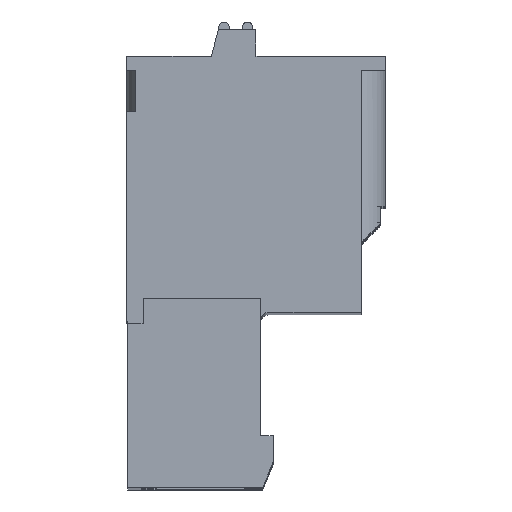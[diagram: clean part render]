
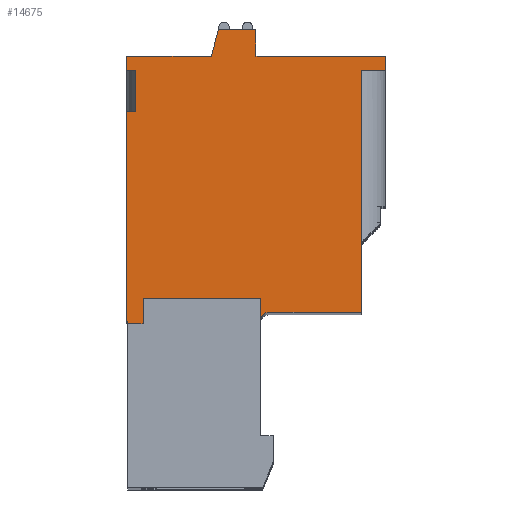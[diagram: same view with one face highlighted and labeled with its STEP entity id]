
A CAD part, top view. The second image highlights one B-rep face of the part: STEP entity #14675.
In plain terms, the highlighted planar face has unit normal (0, 0, 1).
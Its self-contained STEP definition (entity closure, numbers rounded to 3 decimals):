
#700=DIRECTION('',(0.,1.,0.));
#701=VECTOR('',#700,1.3);
#702=CARTESIAN_POINT('',(3.741,-4.022,2.5));
#703=LINE('',#702,#701);
#704=DIRECTION('',(-1.,0.,0.));
#705=VECTOR('',#704,6.8);
#706=CARTESIAN_POINT('',(3.741,-2.722,2.5));
#707=LINE('',#706,#705);
#708=DIRECTION('',(0.,-1.,0.));
#709=VECTOR('',#708,1.45);
#710=CARTESIAN_POINT('',(-3.059,-2.722,2.5));
#711=LINE('',#710,#709);
#712=DIRECTION('',(-1.,0.,0.));
#713=VECTOR('',#712,0.9);
#714=CARTESIAN_POINT('',(-3.059,-4.172,2.5));
#715=LINE('',#714,#713);
#716=DIRECTION('',(0.,-1.,0.));
#717=VECTOR('',#716,0.15);
#718=CARTESIAN_POINT('',(-3.959,-4.022,2.5));
#719=LINE('',#718,#717);
#720=DIRECTION('',(1.,0.,0.));
#721=VECTOR('',#720,0.05);
#722=CARTESIAN_POINT('',(-4.009,-4.022,2.5));
#723=LINE('',#722,#721);
#724=DIRECTION('',(0.,-1.,0.));
#725=VECTOR('',#724,12.15);
#726=CARTESIAN_POINT('',(-4.009,8.128,2.5));
#727=LINE('',#726,#725);
#728=DIRECTION('',(1.,0.,0.));
#729=VECTOR('',#728,0.5);
#730=CARTESIAN_POINT('',(-4.009,8.128,2.5));
#731=LINE('',#730,#729);
#732=DIRECTION('',(0.,-1.,0.));
#733=VECTOR('',#732,2.4);
#734=CARTESIAN_POINT('',(-3.509,10.528,2.5));
#735=LINE('',#734,#733);
#736=DIRECTION('',(1.,0.,0.));
#737=VECTOR('',#736,0.5);
#738=CARTESIAN_POINT('',(-4.009,10.528,2.5));
#739=LINE('',#738,#737);
#740=DIRECTION('',(0.,-1.,0.));
#741=VECTOR('',#740,0.8);
#742=CARTESIAN_POINT('',(-4.009,11.328,2.5));
#743=LINE('',#742,#741);
#744=DIRECTION('',(-1.,0.,0.));
#745=VECTOR('',#744,4.907);
#746=CARTESIAN_POINT('',(0.898,11.328,2.5));
#747=LINE('',#746,#745);
#748=DIRECTION('',(-0.259,-0.966,0.));
#749=VECTOR('',#748,1.605);
#750=CARTESIAN_POINT('',(1.313,12.878,2.5));
#751=LINE('',#750,#749);
#752=DIRECTION('',(-1.,0.,0.));
#753=VECTOR('',#752,2.178);
#754=CARTESIAN_POINT('',(3.491,12.878,2.5));
#755=LINE('',#754,#753);
#756=DIRECTION('',(0.,1.,0.));
#757=VECTOR('',#756,1.55);
#758=CARTESIAN_POINT('',(3.491,11.328,2.5));
#759=LINE('',#758,#757);
#760=DIRECTION('',(-1.,0.,0.));
#761=VECTOR('',#760,7.5);
#762=CARTESIAN_POINT('',(10.991,11.328,2.5));
#763=LINE('',#762,#761);
#764=DIRECTION('',(0.,1.,0.));
#765=VECTOR('',#764,0.8);
#766=CARTESIAN_POINT('',(10.991,10.528,2.5));
#767=LINE('',#766,#765);
#768=DIRECTION('',(-1.,0.,0.));
#769=VECTOR('',#768,1.4);
#770=CARTESIAN_POINT('',(10.991,10.528,2.5));
#771=LINE('',#770,#769);
#772=DIRECTION('',(1.,0.,0.));
#773=VECTOR('',#772,5.35);
#774=CARTESIAN_POINT('',(4.241,-3.522,2.5));
#775=LINE('',#774,#773);
#776=CARTESIAN_POINT('',(4.241,-4.022,2.5));
#777=DIRECTION('',(0.,0.,-1.));
#778=DIRECTION('',(-1.,0.,0.));
#779=AXIS2_PLACEMENT_3D('',#776,#777,#778);
#3476=DIRECTION('',(0.,1.,0.));
#3477=VECTOR('',#3476,14.05);
#3478=CARTESIAN_POINT('',(9.591,-3.522,2.5));
#3479=LINE('',#3478,#3477);
#10785=CARTESIAN_POINT('',(-4.009,-4.022,2.5));
#10786=CARTESIAN_POINT('',(-3.959,-4.022,2.5));
#10787=VERTEX_POINT('',#10785);
#10788=VERTEX_POINT('',#10786);
#10789=CARTESIAN_POINT('',(4.241,-3.522,2.5));
#10790=CARTESIAN_POINT('',(9.591,-3.522,2.5));
#10791=VERTEX_POINT('',#10789);
#10792=VERTEX_POINT('',#10790);
#10793=CARTESIAN_POINT('',(10.991,11.328,2.5));
#10794=CARTESIAN_POINT('',(3.491,11.328,2.5));
#10795=VERTEX_POINT('',#10793);
#10796=VERTEX_POINT('',#10794);
#10797=CARTESIAN_POINT('',(3.491,12.878,2.5));
#10798=VERTEX_POINT('',#10797);
#10799=CARTESIAN_POINT('',(1.313,12.878,2.5));
#10800=VERTEX_POINT('',#10799);
#10801=CARTESIAN_POINT('',(0.898,11.328,2.5));
#10802=VERTEX_POINT('',#10801);
#10803=CARTESIAN_POINT('',(-4.009,11.328,2.5));
#10804=VERTEX_POINT('',#10803);
#10809=CARTESIAN_POINT('',(10.991,10.528,2.5));
#10810=CARTESIAN_POINT('',(9.591,10.528,2.5));
#10811=VERTEX_POINT('',#10809);
#10812=VERTEX_POINT('',#10810);
#10927=CARTESIAN_POINT('',(3.741,-4.022,2.5));
#10928=CARTESIAN_POINT('',(3.741,-2.722,2.5));
#10929=VERTEX_POINT('',#10927);
#10930=VERTEX_POINT('',#10928);
#10931=CARTESIAN_POINT('',(-3.059,-2.722,2.5));
#10932=VERTEX_POINT('',#10931);
#10933=CARTESIAN_POINT('',(-3.059,-4.172,2.5));
#10934=VERTEX_POINT('',#10933);
#10935=CARTESIAN_POINT('',(-3.959,-4.172,2.5));
#10936=VERTEX_POINT('',#10935);
#10941=CARTESIAN_POINT('',(-4.009,10.528,2.5));
#10942=CARTESIAN_POINT('',(-3.509,10.528,2.5));
#10943=VERTEX_POINT('',#10941);
#10944=VERTEX_POINT('',#10942);
#10945=CARTESIAN_POINT('',(-4.009,8.128,2.5));
#10946=CARTESIAN_POINT('',(-3.509,8.128,2.5));
#10947=VERTEX_POINT('',#10945);
#10948=VERTEX_POINT('',#10946);
#14629=CARTESIAN_POINT('',(0.,0.,2.5));
#14630=DIRECTION('',(0.,0.,1.));
#14631=DIRECTION('',(1.,0.,0.));
#14632=AXIS2_PLACEMENT_3D('',#14629,#14630,#14631);
#14633=PLANE('',#14632);
#14634=ORIENTED_EDGE('',*,*,#14610,.T.);
#14636=ORIENTED_EDGE('',*,*,#14635,.T.);
#14638=ORIENTED_EDGE('',*,*,#14637,.T.);
#14640=ORIENTED_EDGE('',*,*,#14639,.T.);
#14641=ORIENTED_EDGE('',*,*,#14037,.F.);
#14643=ORIENTED_EDGE('',*,*,#14642,.F.);
#14645=ORIENTED_EDGE('',*,*,#14644,.F.);
#14647=ORIENTED_EDGE('',*,*,#14646,.T.);
#14649=ORIENTED_EDGE('',*,*,#14648,.F.);
#14651=ORIENTED_EDGE('',*,*,#14650,.F.);
#14653=ORIENTED_EDGE('',*,*,#14652,.F.);
#14655=ORIENTED_EDGE('',*,*,#14654,.F.);
#14657=ORIENTED_EDGE('',*,*,#14656,.F.);
#14659=ORIENTED_EDGE('',*,*,#14658,.F.);
#14661=ORIENTED_EDGE('',*,*,#14660,.F.);
#14663=ORIENTED_EDGE('',*,*,#14662,.F.);
#14665=ORIENTED_EDGE('',*,*,#14664,.F.);
#14667=ORIENTED_EDGE('',*,*,#14666,.T.);
#14669=ORIENTED_EDGE('',*,*,#14668,.F.);
#14671=ORIENTED_EDGE('',*,*,#14670,.F.);
#14672=ORIENTED_EDGE('',*,*,#14622,.F.);
#14673=EDGE_LOOP('',(#14634,#14636,#14638,#14640,#14641,#14643,#14645,#14647,
#14649,#14651,#14653,#14655,#14657,#14659,#14661,#14663,#14665,#14667,#14669,
#14671,#14672));
#14674=FACE_OUTER_BOUND('',#14673,.F.);
#780=CIRCLE('',#779,0.5);
#14037=EDGE_CURVE('',#10788,#10936,#719,.T.);
#14610=EDGE_CURVE('',#10929,#10930,#703,.T.);
#14622=EDGE_CURVE('',#10929,#10791,#780,.T.);
#14635=EDGE_CURVE('',#10930,#10932,#707,.T.);
#14637=EDGE_CURVE('',#10932,#10934,#711,.T.);
#14639=EDGE_CURVE('',#10934,#10936,#715,.T.);
#14642=EDGE_CURVE('',#10787,#10788,#723,.T.);
#14644=EDGE_CURVE('',#10947,#10787,#727,.T.);
#14646=EDGE_CURVE('',#10947,#10948,#731,.T.);
#14648=EDGE_CURVE('',#10944,#10948,#735,.T.);
#14650=EDGE_CURVE('',#10943,#10944,#739,.T.);
#14652=EDGE_CURVE('',#10804,#10943,#743,.T.);
#14654=EDGE_CURVE('',#10802,#10804,#747,.T.);
#14656=EDGE_CURVE('',#10800,#10802,#751,.T.);
#14658=EDGE_CURVE('',#10798,#10800,#755,.T.);
#14660=EDGE_CURVE('',#10796,#10798,#759,.T.);
#14662=EDGE_CURVE('',#10795,#10796,#763,.T.);
#14664=EDGE_CURVE('',#10811,#10795,#767,.T.);
#14666=EDGE_CURVE('',#10811,#10812,#771,.T.);
#14668=EDGE_CURVE('',#10792,#10812,#3479,.T.);
#14670=EDGE_CURVE('',#10791,#10792,#775,.T.);
#14675=ADVANCED_FACE('',(#14674),#14633,.T.);
